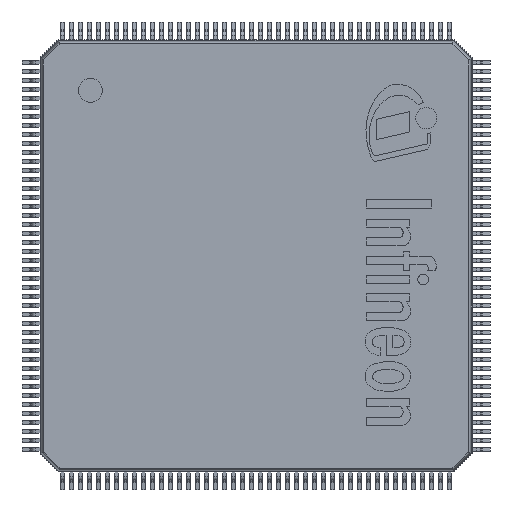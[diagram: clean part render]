
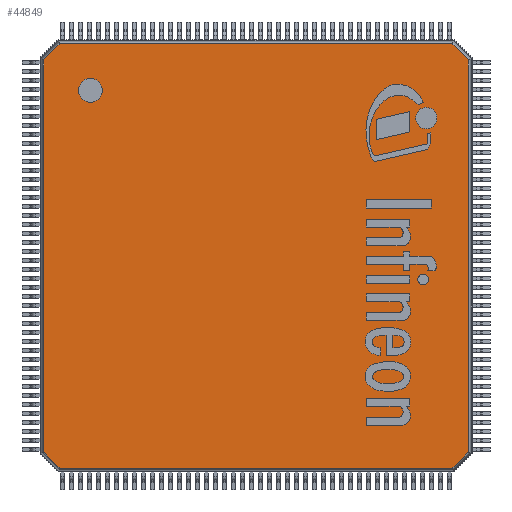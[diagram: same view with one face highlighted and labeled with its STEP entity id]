
A CAD part, top view. The second image highlights one B-rep face of the part: STEP entity #44849.
In plain terms, the highlighted planar face has unit normal (0, 0, 1).
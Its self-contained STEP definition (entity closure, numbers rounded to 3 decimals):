
#72=FACE_BOUND('',#5291,.T.);
#81=CIRCLE('',#47685,0.665);
#2664=FACE_OUTER_BOUND('',#5290,.T.);
#5290=EDGE_LOOP('',(#29696,#29697,#29698,#29699,#29700,#29701,#29702,#29703));
#5291=EDGE_LOOP('',(#29704));
#7941=LINE('',#65125,#13174);
#7943=LINE('',#65133,#13176);
#7945=LINE('',#65139,#13178);
#7948=LINE('',#65147,#13181);
#7950=LINE('',#65153,#13183);
#7952=LINE('',#65159,#13185);
#7954=LINE('',#65165,#13187);
#7956=LINE('',#65169,#13189);
#13174=VECTOR('',#51802,1.);
#13176=VECTOR('',#51810,1.);
#13178=VECTOR('',#51816,1.);
#13181=VECTOR('',#51823,1.);
#13183=VECTOR('',#51829,1.);
#13185=VECTOR('',#51835,1.);
#13187=VECTOR('',#51841,1.);
#13189=VECTOR('',#51847,1.);
#18391=VERTEX_POINT('',#65123);
#18392=VERTEX_POINT('',#65124);
#18395=VERTEX_POINT('',#65132);
#18397=VERTEX_POINT('',#65138);
#18400=VERTEX_POINT('',#65146);
#18402=VERTEX_POINT('',#65152);
#18404=VERTEX_POINT('',#65158);
#18406=VERTEX_POINT('',#65164);
#18412=VERTEX_POINT('',#65189);
#22881=EDGE_CURVE('',#18391,#18392,#7941,.T.);
#22885=EDGE_CURVE('',#18392,#18395,#7943,.T.);
#22888=EDGE_CURVE('',#18395,#18397,#7945,.T.);
#22892=EDGE_CURVE('',#18397,#18400,#7948,.T.);
#22895=EDGE_CURVE('',#18400,#18402,#7950,.T.);
#22898=EDGE_CURVE('',#18402,#18404,#7952,.T.);
#22901=EDGE_CURVE('',#18404,#18406,#7954,.T.);
#22904=EDGE_CURVE('',#18406,#18391,#7956,.T.);
#22914=EDGE_CURVE('',#18412,#18412,#81,.T.);
#29696=ORIENTED_EDGE('',*,*,#22881,.F.);
#29697=ORIENTED_EDGE('',*,*,#22904,.F.);
#29698=ORIENTED_EDGE('',*,*,#22901,.F.);
#29699=ORIENTED_EDGE('',*,*,#22898,.F.);
#29700=ORIENTED_EDGE('',*,*,#22895,.F.);
#29701=ORIENTED_EDGE('',*,*,#22892,.F.);
#29702=ORIENTED_EDGE('',*,*,#22888,.F.);
#29703=ORIENTED_EDGE('',*,*,#22885,.F.);
#29704=ORIENTED_EDGE('',*,*,#22914,.T.);
#42950=PLANE('',#47684);
#44849=ADVANCED_FACE('',(#2664,#72),#42950,.T.);
#47684=AXIS2_PLACEMENT_3D('',#65188,#51865,#51866);
#47685=AXIS2_PLACEMENT_3D('',#65190,#51867,#51868);
#51802=DIRECTION('',(0.,-1.,0.));
#51810=DIRECTION('',(-0.707,-0.707,0.));
#51816=DIRECTION('',(-1.,0.,0.));
#51823=DIRECTION('',(-0.707,0.707,0.));
#51829=DIRECTION('',(0.,1.,0.));
#51835=DIRECTION('',(0.707,0.707,0.));
#51841=DIRECTION('',(1.,0.,0.));
#51847=DIRECTION('',(0.707,-0.707,0.));
#51865=DIRECTION('center_axis',(0.,0.,1.));
#51866=DIRECTION('ref_axis',(1.,0.,0.));
#51867=DIRECTION('center_axis',(0.,0.,-1.));
#51868=DIRECTION('ref_axis',(-1.,0.,0.));
#65123=CARTESIAN_POINT('',(11.798,10.887,1.6));
#65124=CARTESIAN_POINT('',(11.798,-10.887,1.6));
#65125=CARTESIAN_POINT('',(11.798,5.475,1.6));
#65132=CARTESIAN_POINT('',(10.887,-11.798,1.6));
#65133=CARTESIAN_POINT('',(11.592,-11.092,1.6));
#65138=CARTESIAN_POINT('',(-10.887,-11.798,1.6));
#65139=CARTESIAN_POINT('',(5.475,-11.798,1.6));
#65146=CARTESIAN_POINT('',(-11.798,-10.887,1.6));
#65147=CARTESIAN_POINT('',(-11.092,-11.592,1.6));
#65152=CARTESIAN_POINT('',(-11.798,10.887,1.6));
#65153=CARTESIAN_POINT('',(-11.798,-5.475,1.6));
#65158=CARTESIAN_POINT('',(-10.887,11.798,1.6));
#65159=CARTESIAN_POINT('',(-11.592,11.092,1.6));
#65164=CARTESIAN_POINT('',(10.887,11.798,1.6));
#65165=CARTESIAN_POINT('',(-5.475,11.798,1.6));
#65169=CARTESIAN_POINT('',(11.092,11.592,1.6));
#65188=CARTESIAN_POINT('Origin',(0.,0.,
1.6));
#65189=CARTESIAN_POINT('',(-8.535,9.2,1.6));
#65190=CARTESIAN_POINT('Origin',(-9.2,9.2,1.6));
